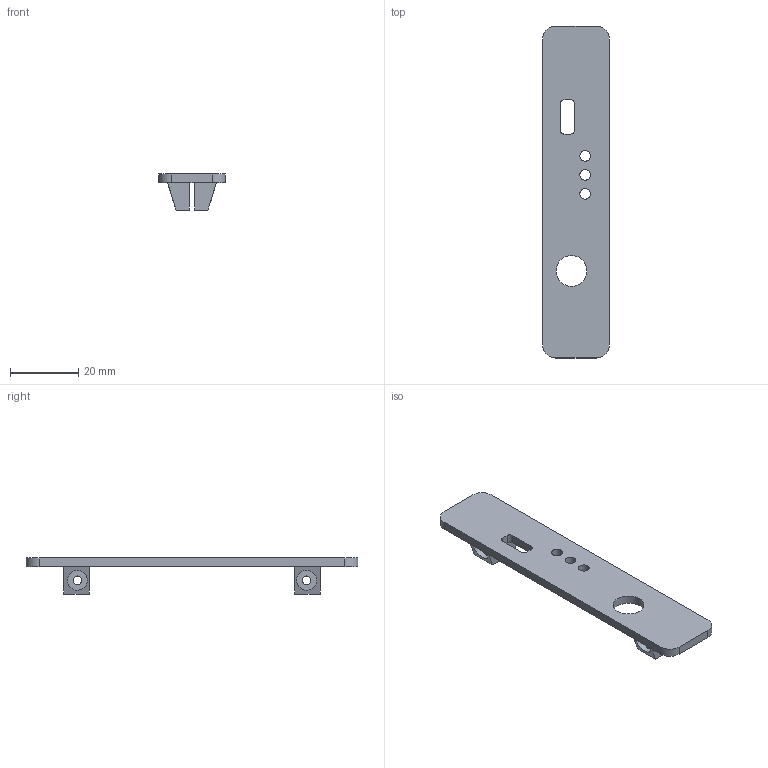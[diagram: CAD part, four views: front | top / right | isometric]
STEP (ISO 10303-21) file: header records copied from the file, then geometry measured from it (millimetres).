
FILE_DESCRIPTION(('FreeCAD Model'),'2;1');
FILE_NAME('Open CASCADE Shape Model','2023-07-10T21:14:29',(''),(''), 'Open CASCADE STEP processor 7.6','FreeCAD','Unknown');
FILE_SCHEMA(('AUTOMOTIVE_DESIGN { 1 0 10303 214 1 1 1 1 }'));
Length unit declared in the file: millimetre
Products named in the file (1): Fennec End
Bounding box: 19.5 x 97.03 x 10.54 mm (x, y, z)
Volume: 5460.4 mm3; surface area: 5206.6 mm2
Topology: 1 solids, 1 shells, 50 faces, 126 edges, 84 vertices
Faces by surface type: plane 32, cylinder 18
Full cylindrical faces by diameter (mm): 2.54 x4, 3.125 x3, 5.842 x2, 9 x1
Entity records: 3302 total; most frequent: CARTESIAN_POINT 627, DIRECTION 510, LINE 302, VECTOR 302, ORIENTED_EDGE 252, PCURVE 252, DEFINITIONAL_REPRESENTATION 252, EDGE_CURVE 126
